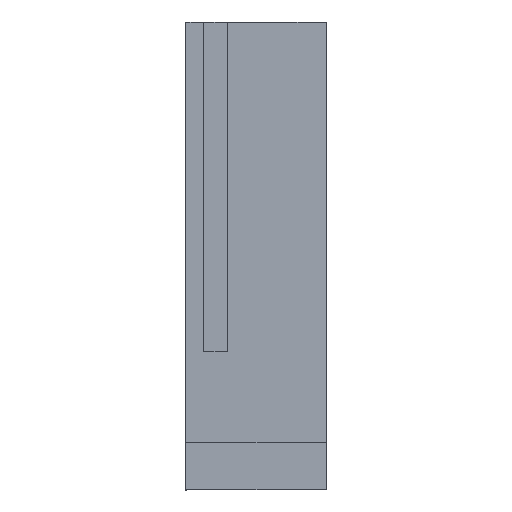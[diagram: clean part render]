
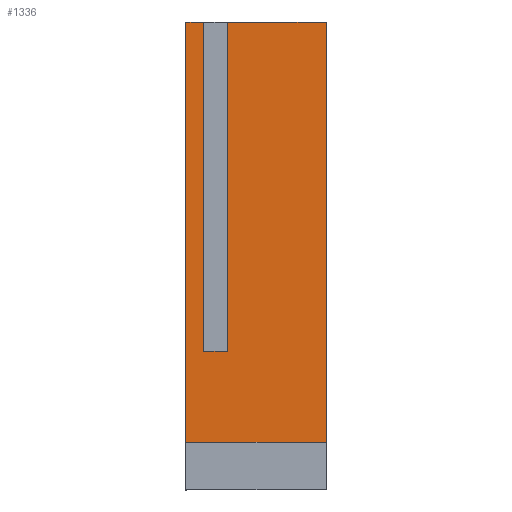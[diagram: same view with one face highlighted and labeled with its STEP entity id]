
A CAD part, left-side view. The second image highlights one B-rep face of the part: STEP entity #1336.
In plain terms, the highlighted planar face has unit normal (-1, 0, 0).
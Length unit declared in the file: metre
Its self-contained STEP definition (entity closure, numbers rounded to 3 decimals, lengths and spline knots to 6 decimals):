
#51=LINE('',#1967,#186);
#55=LINE('',#1975,#190);
#66=LINE('',#1996,#201);
#67=LINE('',#1999,#202);
#68=LINE('',#2000,#203);
#69=LINE('',#2002,#204);
#70=LINE('',#2004,#205);
#71=LINE('',#2005,#206);
#186=VECTOR('',#1567,1.);
#190=VECTOR('',#1571,1.);
#201=VECTOR('',#1586,1.);
#202=VECTOR('',#1587,1.);
#203=VECTOR('',#1588,1.);
#204=VECTOR('',#1589,1.);
#205=VECTOR('',#1590,1.);
#206=VECTOR('',#1591,1.);
#341=ORIENTED_EDGE('',*,*,#723,.T.);
#342=ORIENTED_EDGE('',*,*,#724,.T.);
#343=ORIENTED_EDGE('',*,*,#712,.T.);
#344=ORIENTED_EDGE('',*,*,#725,.F.);
#345=ORIENTED_EDGE('',*,*,#726,.T.);
#346=ORIENTED_EDGE('',*,*,#727,.T.);
#347=ORIENTED_EDGE('',*,*,#708,.T.);
#348=ORIENTED_EDGE('',*,*,#728,.T.);
#708=EDGE_CURVE('',#901,#900,#51,.T.);
#712=EDGE_CURVE('',#905,#904,#55,.T.);
#723=EDGE_CURVE('',#913,#914,#66,.T.);
#724=EDGE_CURVE('',#914,#905,#67,.T.);
#725=EDGE_CURVE('',#915,#904,#68,.T.);
#726=EDGE_CURVE('',#915,#916,#69,.T.);
#727=EDGE_CURVE('',#916,#901,#70,.T.);
#728=EDGE_CURVE('',#900,#913,#71,.T.);
#900=VERTEX_POINT('',#1966);
#901=VERTEX_POINT('',#1968);
#904=VERTEX_POINT('',#1974);
#905=VERTEX_POINT('',#1976);
#913=VERTEX_POINT('',#1997);
#914=VERTEX_POINT('',#1998);
#915=VERTEX_POINT('',#2001);
#916=VERTEX_POINT('',#2003);
#1080=EDGE_LOOP('',(#341,#342,#343,#344,#345,#346,#347,#348));
#1187=FACE_BOUND('',#1080,.T.);
#1292=PLANE('',#1423);
#1336=ADVANCED_FACE('',(#1187),#1292,.F.);
#1423=AXIS2_PLACEMENT_3D('',#1995,#1584,#1585);
#1567=DIRECTION('',(0.,1.,0.));
#1571=DIRECTION('',(0.,1.,0.));
#1584=DIRECTION('',(1.,0.,0.));
#1585=DIRECTION('',(0.,0.,-1.));
#1586=DIRECTION('',(0.,-1.,0.));
#1587=DIRECTION('',(0.,0.,1.));
#1588=DIRECTION('',(0.,0.,1.));
#1589=DIRECTION('',(0.,1.,0.));
#1590=DIRECTION('',(0.,0.,1.));
#1591=DIRECTION('',(0.,0.,-1.));
#1966=CARTESIAN_POINT('',(-0.0249,0.133283,0.033023));
#1967=CARTESIAN_POINT('',(-0.0249,0.119031,0.033023));
#1968=CARTESIAN_POINT('',(-0.0249,0.131483,0.033023));
#1974=CARTESIAN_POINT('',(-0.0249,0.129083,0.033023));
#1975=CARTESIAN_POINT('',(-0.0249,0.119031,0.033023));
#1976=CARTESIAN_POINT('',(-0.0249,0.119133,0.033023));
#1995=CARTESIAN_POINT('',(-0.0249,0.119031,-0.011427));
#1996=CARTESIAN_POINT('',(-0.0249,0.119031,-0.009327));
#1997=CARTESIAN_POINT('',(-0.0249,0.133283,-0.009327));
#1998=CARTESIAN_POINT('',(-0.0249,0.119133,-0.009327));
#1999=CARTESIAN_POINT('',(-0.0249,0.119133,-0.011427));
#2000=CARTESIAN_POINT('',(-0.0249,0.129083,-0.285678));
#2001=CARTESIAN_POINT('',(-0.0249,0.129083,-0.000127));
#2002=CARTESIAN_POINT('',(-0.0249,0.119031,-0.000127));
#2003=CARTESIAN_POINT('',(-0.0249,0.131483,-0.000127));
#2004=CARTESIAN_POINT('',(-0.0249,0.131483,-0.285678));
#2005=CARTESIAN_POINT('',(-0.0249,0.133283,-0.011427));
